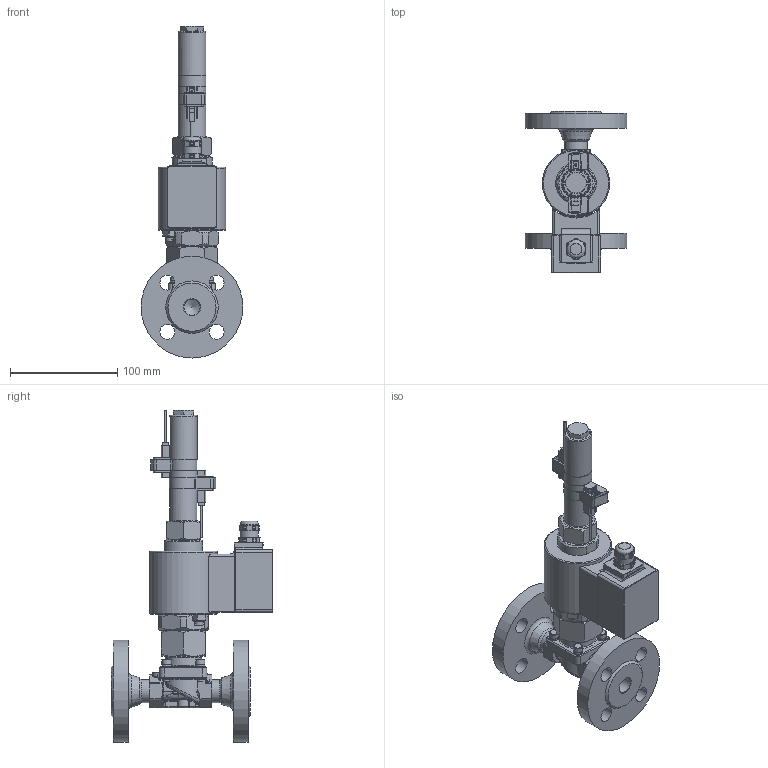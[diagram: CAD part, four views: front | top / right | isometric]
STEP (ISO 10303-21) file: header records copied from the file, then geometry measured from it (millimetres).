
FILE_DESCRIPTION(/* description */ (''),/* implementation_level */ '2;1');
FILE_NAME(/* name */ '037.001740_3-244-01-0804-.328-3G.stp',/* time_stamp */ '2025-08-18T11:33:49+02:00',/* author */ ('EToews'),/* organization */ (''),/* preprocessor_version */ 'ST-DEVELOPER v20',/* originating_system */ 'Autodesk Inventor 2024',/* authorisation */ '');
FILE_SCHEMA (('AUTOMOTIVE_DESIGN { 1 0 10303 214 3 1 1 }'));
Length unit declared in the file: millimetre
Products named in the file (1): 88-006857
Bounding box: 95 x 151.1 x 310.2 mm (x, y, z)
Volume: 751397.1 mm3; surface area: 116562.8 mm2
Topology: 3 solids, 3 shells, 826 faces, 2194 edges, 1357 vertices
Faces by surface type: plane 366, cylinder 245, cone 105, torus 57, bspline 43, sphere 10
Full cylindrical faces by diameter (mm): 2 x2, 3.242 x2, 5 x8, 7 x2, 8.5 x4, 14 x4, 15 x6, 17 x2, 21.3 x2, 25.8 x1, 34 x1, 63 x1, 95 x2
Entity records: 28499 total; most frequent: CARTESIAN_POINT 8479, ORIENTED_EDGE 4368, DIRECTION 4124, EDGE_CURVE 2184, AXIS2_PLACEMENT_3D 1552, VERTEX_POINT 1357, LINE 1020, VECTOR 1020
